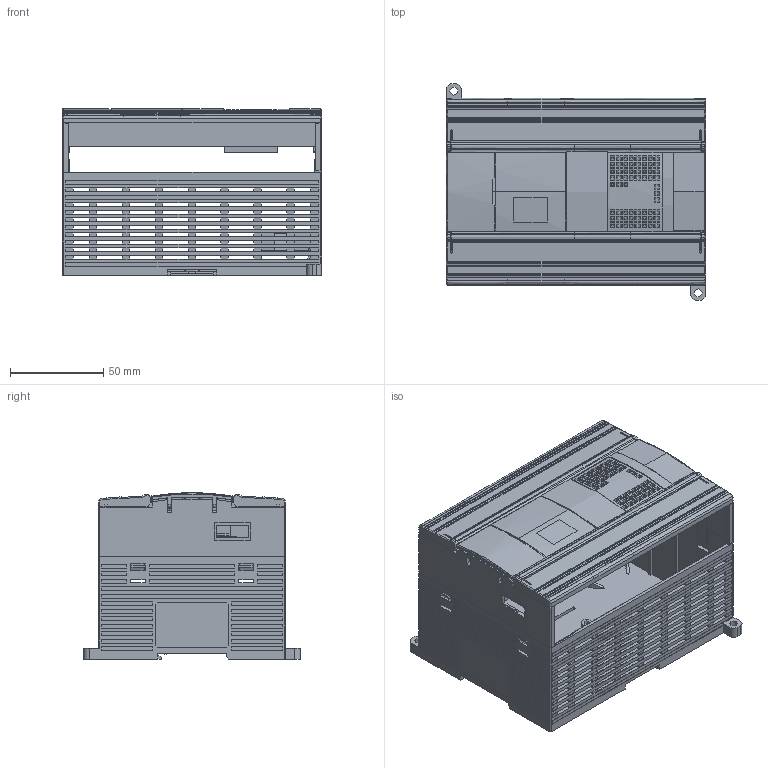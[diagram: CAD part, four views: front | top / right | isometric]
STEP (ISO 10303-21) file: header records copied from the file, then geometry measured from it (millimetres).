
FILE_DESCRIPTION(/* description */ (''),/* implementation_level */ '2;1');
FILE_NAME(/* name */ 'XD5-42~1',/* time_stamp */ '2022-01-05T15:06:53+08:00',/* author */ (''),/* organization */ (''),/* preprocessor_version */ 'ST-DEVELOPER v16.5',/* originating_system */ '',/* authorisation */ '');
FILE_SCHEMA (('AUTOMOTIVE_DESIGN'));
Products named in the file (1): Document
Bounding box: 138.72 x 116 x 89.09 mm (x, y, z)
Volume: 102512.2 mm3; surface area: 175285.8 mm2
Topology: 6 solids, 7 shells, 3127 faces, 9260 edges, 6015 vertices
Faces by surface type: bspline 3127
Entity records: 224907 total; most frequent: CARTESIAN_POINT 107400, B_SPLINE_CURVE_WITH_KNOTS 25515, ORIENTED_EDGE 18293, PCURVE 18293, DEFINITIONAL_REPRESENTATION 18293, SURFACE_CURVE 9148, EDGE_CURVE 9148, VERTEX_POINT 6015
